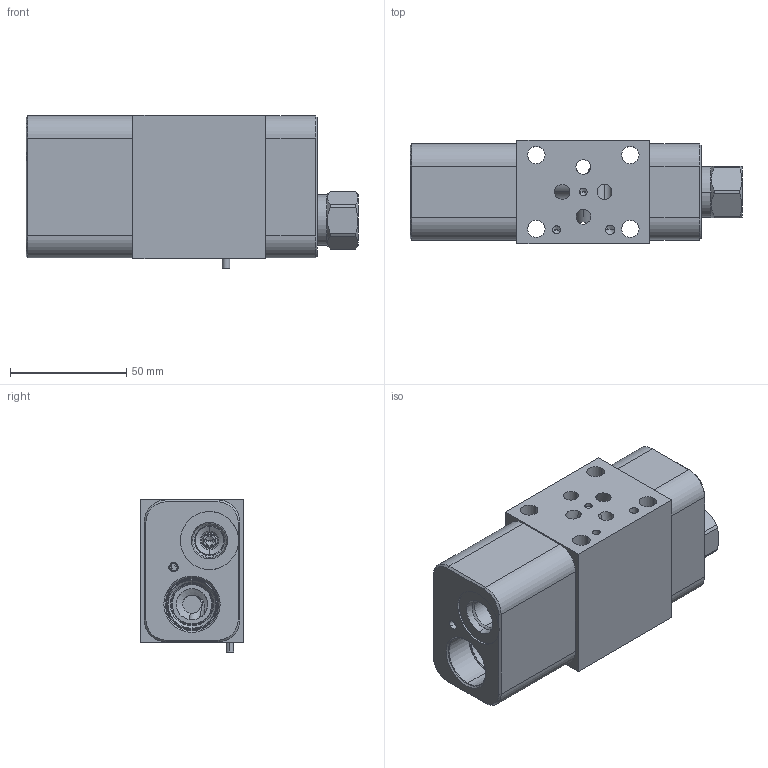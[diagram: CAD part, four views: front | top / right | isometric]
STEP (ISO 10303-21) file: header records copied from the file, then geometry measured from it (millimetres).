
FILE_DESCRIPTION((''),'2;1');
FILE_NAME('MB2_ASM','2023-12-22T',('ProEService'),(''),'PRO/ENGINEER BY PARAMETRIC TECHNOLOGY CORPORATION, 2014200','PRO/ENGINEER BY PARAMETRIC TECHNOLOGY CORPORATION, 2014200','');
FILE_SCHEMA(('CONFIG_CONTROL_DESIGN'));
Length unit declared in the file: inch
Products named in the file (10): 152-811-001; 340-001; 850-004-156; CXDAXCN; 340-003; 850-004-250; 811-001-006; 500-001-012; 700-002; MB2_ASM
Assembly tree (12 placements, depth 2):
  MB2_ASM
    152-811-001
    340-001
    850-004-156
    CXDAXCN
    340-003
    850-004-250
    811-001-006
    500-001-012  x4
    700-002
Bounding box: 142.9 x 44.45 x 66.24 mm (x, y, z)
Volume: 278646.2 mm3; surface area: 59773.4 mm2
Topology: 9 solids, 9 shells, 427 faces, 1451 edges, 1238 vertices
Faces by surface type: cylinder 163, cone 110, plane 96, torus 26, sphere 13, bspline 11, revolution 8
Entity records: 22749 total; most frequent: CARTESIAN_POINT 10427, DIRECTION 2570, ORIENTED_EDGE 2050, EDGE_CURVE 1025, AXIS2_PLACEMENT_3D 874, VECTOR 814, LINE 814, VERTEX_POINT 637
